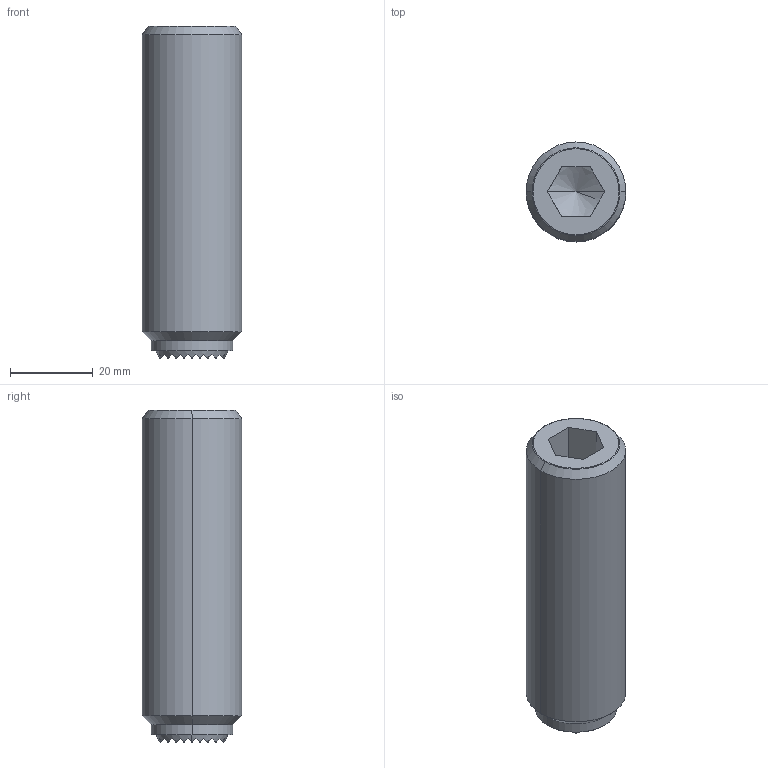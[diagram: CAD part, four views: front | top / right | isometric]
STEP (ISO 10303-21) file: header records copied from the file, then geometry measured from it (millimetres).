
FILE_DESCRIPTION(('STEP AP214'),'1');
FILE_NAME('HALDERN_EH_22700_0786.stp','2018-01-15T15:26:41',('TraceParts'),('TraceParts S.A.'),'Spatial InterOp 3D',' ',' ');
FILE_SCHEMA(('automotive_design'));
Length unit declared in the file: millimetre
Products named in the file (2): HALDERN_EH_22700_0786_1; HALDERN_EH_22700_0786_2
Bounding box: 24 x 24 x 80 mm (x, y, z)
Volume: 35519.9 mm3; surface area: 8140.1 mm2
Topology: 2 solids, 2 shells, 323 faces, 690 edges, 368 vertices
Faces by surface type: plane 309, cone 8, cylinder 4, sphere 2
Entity records: 10857 total; most frequent: DIRECTION 1426, CARTESIAN_POINT 1391, ORIENTED_EDGE 1372, EDGE_CURVE 686, LINE 584, VECTOR 584, AXIS2_PLACEMENT_3D 421, VERTEX_POINT 368
